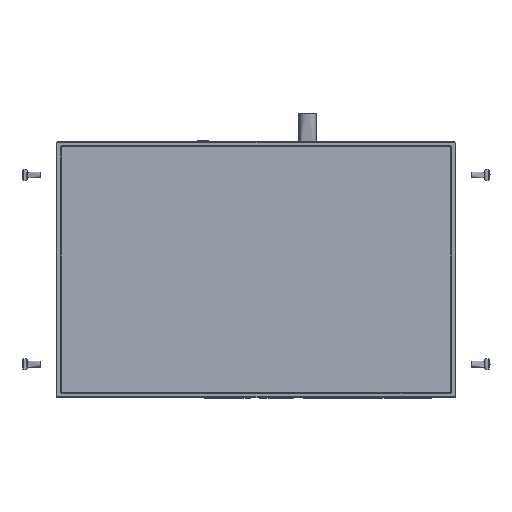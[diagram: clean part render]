
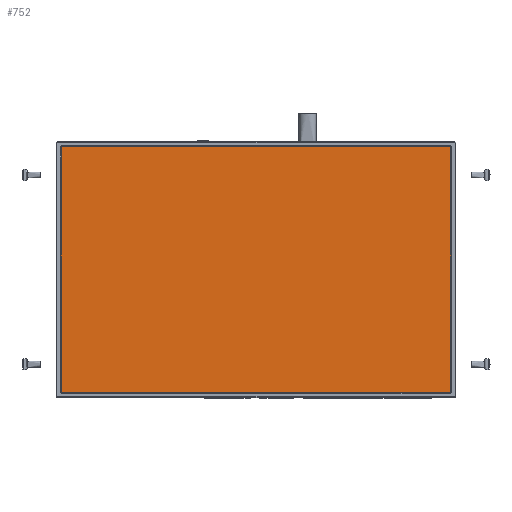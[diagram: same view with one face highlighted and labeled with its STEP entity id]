
A CAD part, top view. The second image highlights one B-rep face of the part: STEP entity #752.
In plain terms, the highlighted free-form (B-spline) face has degree [1, 1] with [2, 2] control points.
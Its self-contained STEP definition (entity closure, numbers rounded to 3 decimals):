
#752=ADVANCED_FACE($,(#1707),#11226,.T.);
#1707=FACE_OUTER_BOUND($,#2691,.T.);
#2691=EDGE_LOOP($,(#5558,#5559,#5560,#5561));
#5558=ORIENTED_EDGE($,*,*,#8608,.F.);
#5559=ORIENTED_EDGE($,*,*,#8607,.F.);
#5560=ORIENTED_EDGE($,*,*,#8606,.F.);
#5561=ORIENTED_EDGE($,*,*,#8605,.F.);
#8605=EDGE_CURVE($,#10285,#10286,#12626,.T.);
#8606=EDGE_CURVE($,#10286,#10287,#12627,.T.);
#8607=EDGE_CURVE($,#10287,#10288,#12628,.T.);
#8608=EDGE_CURVE($,#10288,#10285,#12629,.T.);
#10285=VERTEX_POINT($,#23323);
#10286=VERTEX_POINT($,#23324);
#10287=VERTEX_POINT($,#23325);
#10288=VERTEX_POINT($,#23326);
#11226=B_SPLINE_SURFACE_WITH_KNOTS($,1,1,((#23315,#23316),(#23317,#23318)),
.UNSPECIFIED.,.F.,.F.,.F.,(2,2),(2,2),(0.,165.),(0.,104.),.UNSPECIFIED.);
#12626=B_SPLINE_CURVE_WITH_KNOTS($,1,(#23279,#23280),.UNSPECIFIED.,.F.,.F.,
(2,2),(0.,104.),.UNSPECIFIED.);
#12627=B_SPLINE_CURVE_WITH_KNOTS($,1,(#23281,#23282),.UNSPECIFIED.,.F.,.F.,
(2,2),(0.,165.),.UNSPECIFIED.);
#12628=B_SPLINE_CURVE_WITH_KNOTS($,1,(#23283,#23284),.UNSPECIFIED.,.F.,.F.,
(2,2),(0.,104.),.UNSPECIFIED.);
#12629=B_SPLINE_CURVE_WITH_KNOTS($,1,(#23285,#23286),.UNSPECIFIED.,.F.,.F.,
(2,2),(0.,165.),.UNSPECIFIED.);
#23279=CARTESIAN_POINT($,(0.,0.,4.5));
#23280=CARTESIAN_POINT($,(0.,104.,4.5));
#23281=CARTESIAN_POINT($,(0.,104.,4.5));
#23282=CARTESIAN_POINT($,(165.,104.,4.5));
#23283=CARTESIAN_POINT($,(165.,104.,4.5));
#23284=CARTESIAN_POINT($,(165.,0.,4.5));
#23285=CARTESIAN_POINT($,(165.,0.,4.5));
#23286=CARTESIAN_POINT($,(0.,0.,4.5));
#23315=CARTESIAN_POINT($,(0.,0.,4.5));
#23316=CARTESIAN_POINT($,(0.,104.,4.5));
#23317=CARTESIAN_POINT($,(165.,0.,4.5));
#23318=CARTESIAN_POINT($,(165.,104.,4.5));
#23323=CARTESIAN_POINT($,(0.,0.,4.5));
#23324=CARTESIAN_POINT($,(0.,104.,4.5));
#23325=CARTESIAN_POINT($,(165.,104.,4.5));
#23326=CARTESIAN_POINT($,(165.,0.,4.5));
